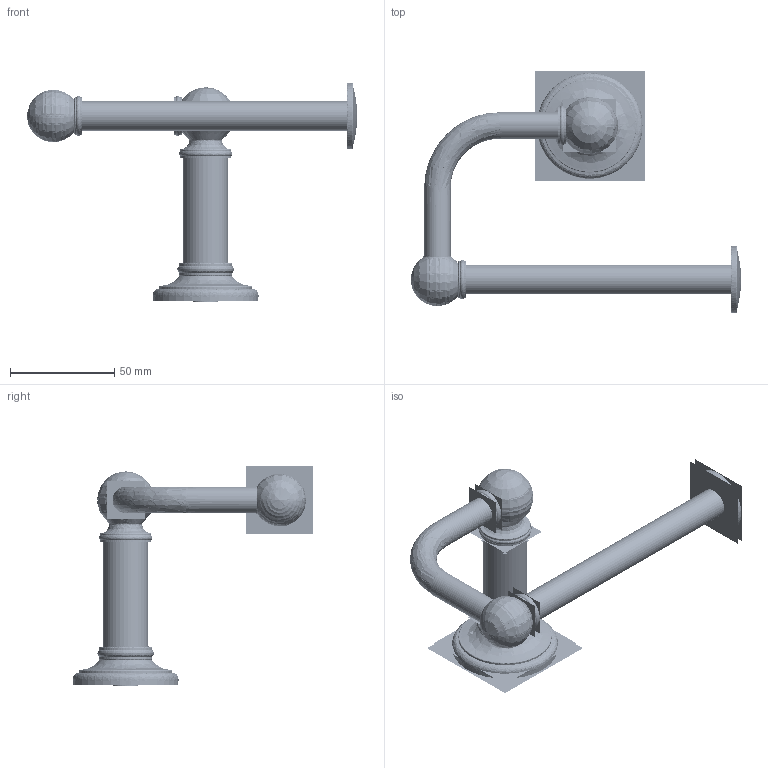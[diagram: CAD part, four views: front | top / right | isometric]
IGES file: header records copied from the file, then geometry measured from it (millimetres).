
Start section:  PTC IGES file: 38-27.igs
Global section: file name: 38-27.igs; native system: Pro/ENGINEER by Parametric Technology Corporation; preprocessor: 2009300; author: ravindrashirol; organization: Unknown; date: 20111214.133046; units: inch
Bounding box: 158.59 x 116.54 x 105.24 mm (x, y, z)
Surface area: 257114 mm2 (no closed solid volume)
Topology: 0 solids, 0 shells, 1814 faces, 26253 edges, 34505 vertices
Faces by surface type: revolution 850, bspline 704, extrusion 260
